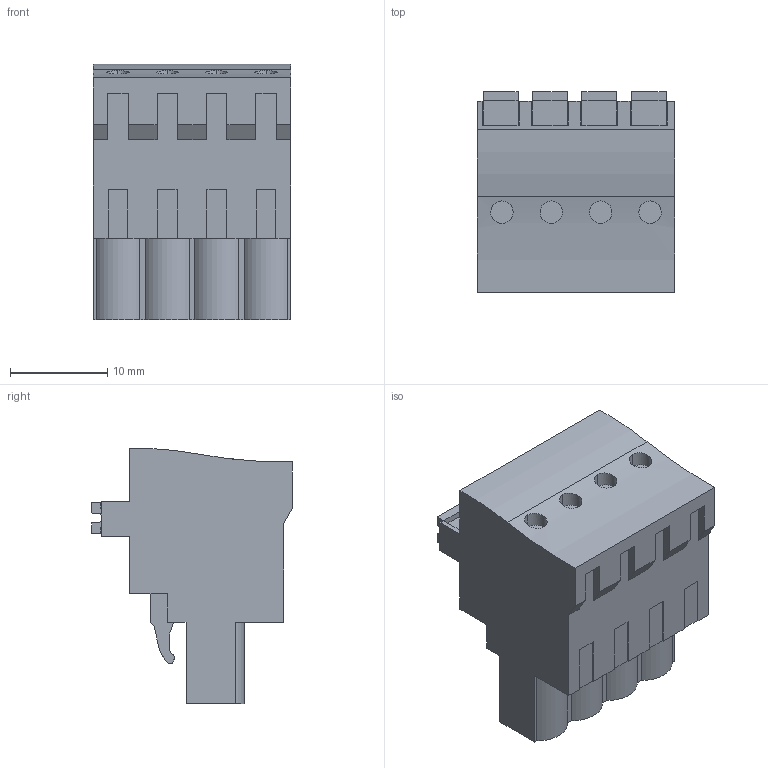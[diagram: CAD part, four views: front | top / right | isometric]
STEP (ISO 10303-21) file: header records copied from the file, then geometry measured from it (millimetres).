
FILE_DESCRIPTION(('CATIA V5 STEP Exchange','CAx-IF Rec.Pracs.--- Model Styling and Organization---1.2---2011-12-15'),'2;1');
FILE_NAME ('D1446258_0_1001550000_1001550000.stp','2017-09-08T11:44:56+00:00',('none'),('Weidmueller'),'CATIA Version 5-6 Release 2014','CATIA V5 STEP AP214','none');
FILE_SCHEMA(('AUTOMOTIVE_DESIGN { 1 0 10303 214 1 1 1 1 }'));
Length unit declared in the file: millimetre
Products named in the file (1): 1001550000
Bounding box: 20.32 x 20.64 x 26.24 mm (x, y, z)
Volume: 6225.6 mm3; surface area: 3149.3 mm2
Topology: 5 solids, 5 shells, 295 faces, 840 edges, 571 vertices
Faces by surface type: plane 239, cylinder 48, extrusion 8
Entity records: 9214 total; most frequent: CARTESIAN_POINT 1872, ORIENTED_EDGE 1680, DIRECTION 1215, EDGE_CURVE 840, VECTOR 717, LINE 709, VERTEX_POINT 571, EDGE_LOOP 311
